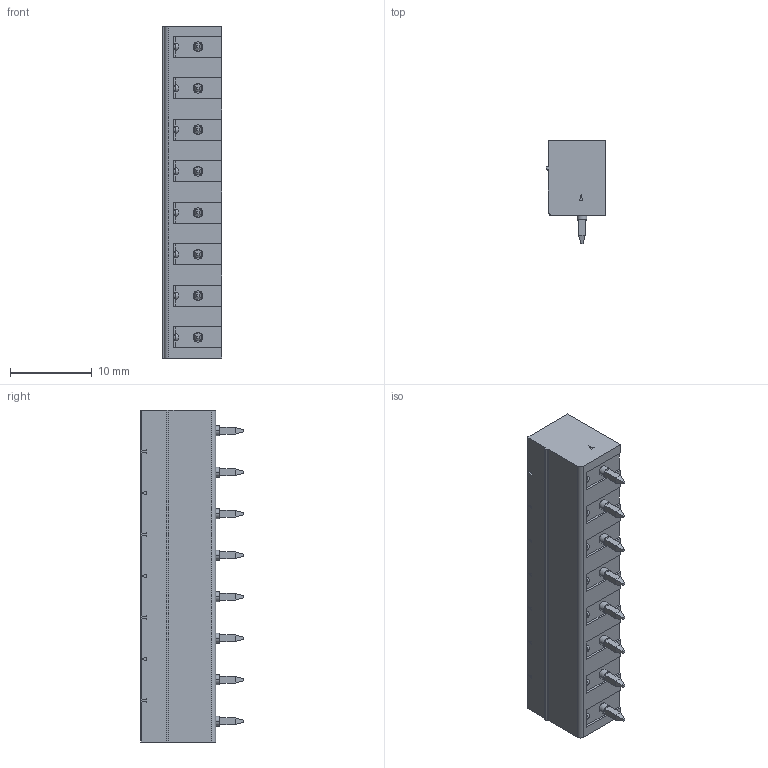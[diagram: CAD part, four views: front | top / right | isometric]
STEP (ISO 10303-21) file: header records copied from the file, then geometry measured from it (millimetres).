
FILE_DESCRIPTION(('SolidDesigner STEP Export'),'1');
FILE_NAME('mcv_1.5-8-g-5.08.stp','2000-09-15T 9:22:20',(''),(''), 'SolidDesigner STEP processor Version: 7.0(Mar 1999)for AP214(CD)(Solid Model)', 'CoCreate SolidDesigner: 08.01 19-Jun-2000(C) CoCreate Software GmbH','');
FILE_SCHEMA(('AUTOMOTIVE_DESIGN_CC2 {1 2 10303 214 -1 1 5 1}'));
Length unit declared in the file: millimetre
Products named in the file (2): mcv_1.5-8-g-5.08
Assembly tree (1 placements, depth 2):
  mcv_1.5-8-g-5.08
    mcv_1.5-8-g-5.08
Bounding box: 7.25 x 12.6 x 40.64 mm (x, y, z)
Volume: 1728.3 mm3; surface area: 2952.1 mm2
Topology: 1 solids, 1 shells, 688 faces, 1703 edges, 1068 vertices
Faces by surface type: plane 559, cylinder 97, cone 16, sphere 16
Entity records: 24178 total; most frequent: ORIENTED_EDGE 3406, CARTESIAN_POINT 3308, DIRECTION 2836, EDGE_CURVE 1703, VECTOR 1280, LINE 1280, VERTEX_POINT 1068, AXIS2_PLACEMENT_3D 778
